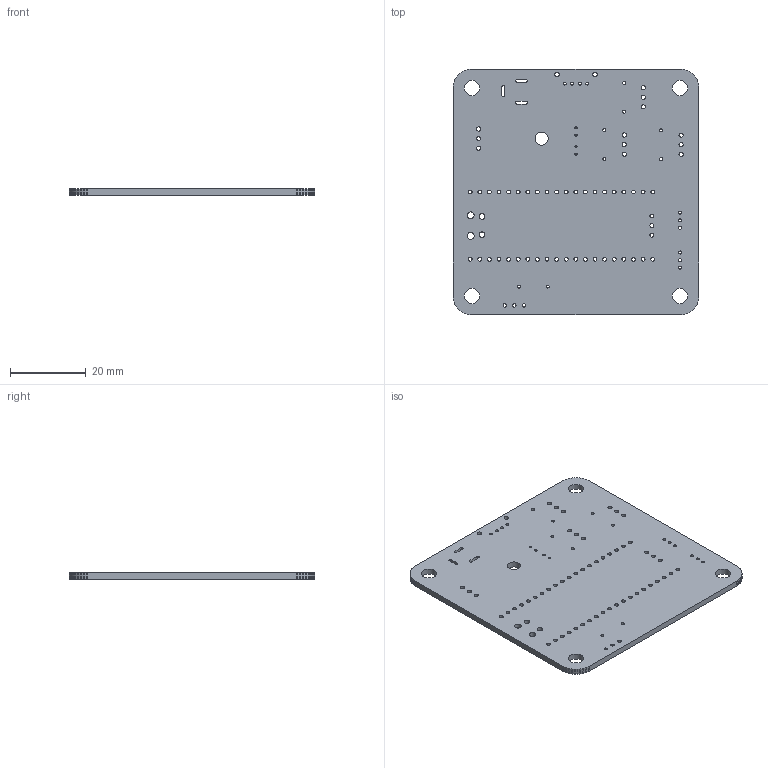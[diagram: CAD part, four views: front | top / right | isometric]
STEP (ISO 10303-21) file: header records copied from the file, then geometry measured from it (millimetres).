
FILE_DESCRIPTION(('KiCad electronic assembly'),'2;1');
FILE_NAME('led_strip_controller.step','2023-03-02T16:56:20',('Pcbnew'),( 'Kicad'),'Open CASCADE STEP processor 7.6','KiCad to STEP converter' ,'Unknown');
FILE_SCHEMA(('AUTOMOTIVE_DESIGN { 1 0 10303 214 1 1 1 1 }'));
Length unit declared in the file: millimetre
Products named in the file (2): led_strip_controller 1; PCB
Assembly tree (1 placements, depth 2):
  led_strip_controller 1
    PCB
Bounding box: 65 x 65 x 1.6 mm (x, y, z)
Volume: 6507.1 mm3; surface area: 9098.7 mm2
Topology: 1 solids, 1 shells, 235 faces, 699 edges, 466 vertices
Faces by surface type: plane 144, cylinder 91
Full cylindrical faces by diameter (mm): 0.6 x4, 0.8 x18, 0.9 x3, 1.02 x43, 1.1 x12, 1.2 x2, 1.5 x2, 1.8 x2, 3.5 x1, 4 x4
Entity records: 17951 total; most frequent: CARTESIAN_POINT 3892, DIRECTION 2571, LINE 1733, VECTOR 1733, ORIENTED_EDGE 1398, PCURVE 1398, DEFINITIONAL_REPRESENTATION 1398, EDGE_CURVE 699
